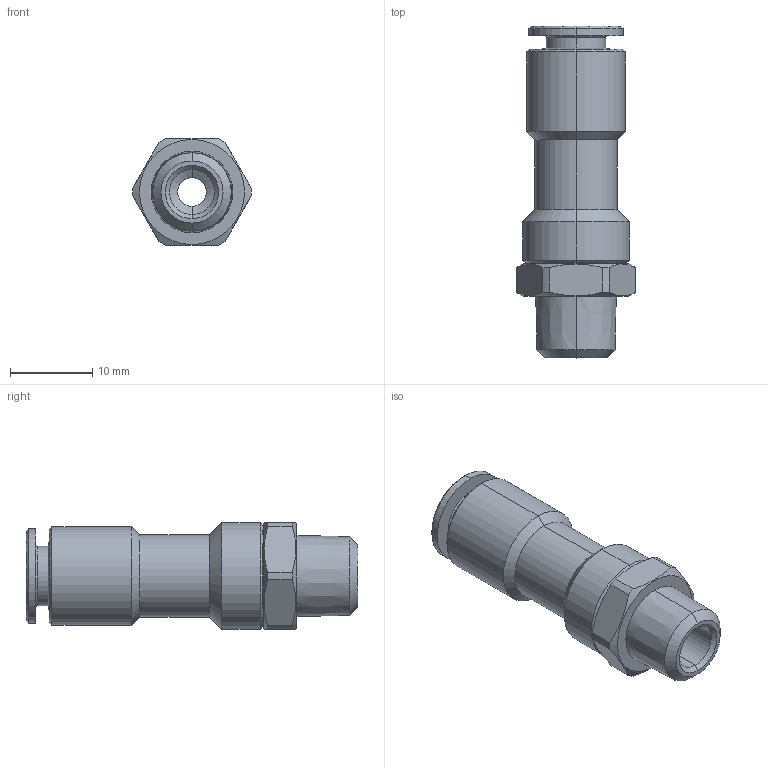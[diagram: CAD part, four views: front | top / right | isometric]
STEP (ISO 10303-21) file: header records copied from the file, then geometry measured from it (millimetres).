
FILE_DESCRIPTION(( 'AR.11.06.18.STEP' ), '1');
FILE_NAME( 'AR.11.06.18.STEP', '2018-10-02T09:58:36',( 'Sopra'),('sopra-pneumatic.com'), 'SwSTEP 2.0','SolidWorks 2009','' );
FILE_SCHEMA (( 'AUTOMOTIVE_DESIGN' ));
Length unit declared in the file: millimetre
Products named in the file (1): AR010031
Bounding box: 14.5 x 40.45 x 13 mm (x, y, z)
Volume: 3164.9 mm3; surface area: 2436.7 mm2
Topology: 1 solids, 1 shells, 69 faces, 156 edges, 94 vertices
Faces by surface type: cone 30, cylinder 24, plane 13, torus 2
Entity records: 2791 total; most frequent: CARTESIAN_POINT 416, DIRECTION 360, ORIENTED_EDGE 312, EDGE_CURVE 156, AXIS2_PLACEMENT_3D 150, VERTEX_POINT 94, CIRCLE 80, EDGE_LOOP 76
